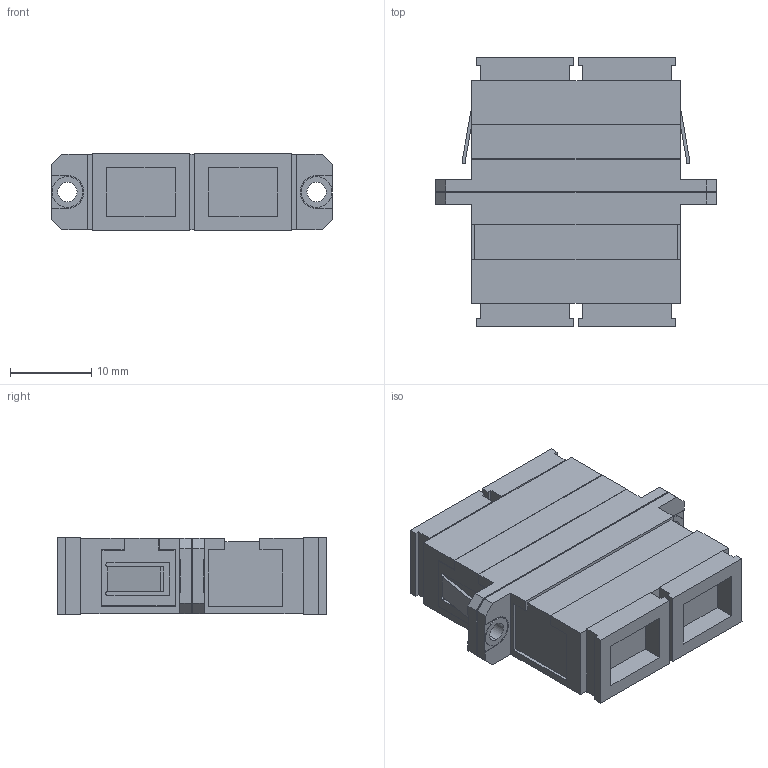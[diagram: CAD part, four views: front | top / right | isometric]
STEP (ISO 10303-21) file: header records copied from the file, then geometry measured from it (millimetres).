
FILE_DESCRIPTION (( 'STEP AP203' ), '1' );
FILE_NAME ('FOA-005A.STEP', '2006-06-30T19:15:59', ( ' ' ), ( ' ' ), 'SwSTEP 2.0', 'SolidWorks 2005354', '' );
FILE_SCHEMA (( 'CONFIG_CONTROL_DESIGN' ));
Length unit declared in the file: inch
Products named in the file (3): FOA-005A; 3AB09-002
Assembly tree (5 placements, depth 2):
  FOA-005A
    FOA-005A
    3AB09-002  x4
Bounding box: 34.67 x 33.27 x 9.53 mm (x, y, z)
Volume: 4654.7 mm3; surface area: 9090.5 mm2
Topology: 5 solids, 5 shells, 590 faces, 1548 edges, 996 vertices
Faces by surface type: plane 418, cylinder 132, torus 32, cone 8
Entity records: 10779 total; most frequent: CARTESIAN_POINT 1858, ORIENTED_EDGE 1800, DIRECTION 1704, EDGE_CURVE 900, LINE 772, VECTOR 772, VERTEX_POINT 588, AXIS2_PLACEMENT_3D 466
